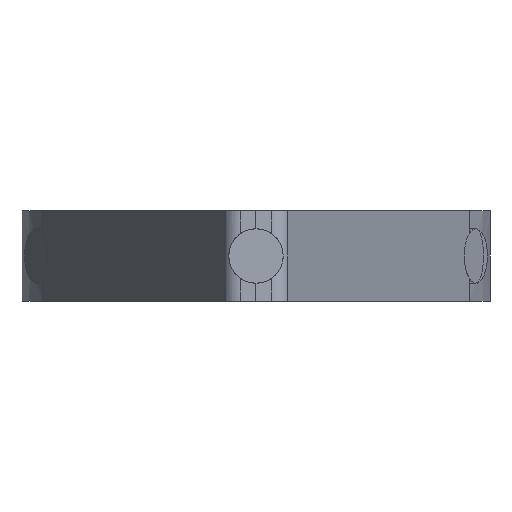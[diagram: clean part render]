
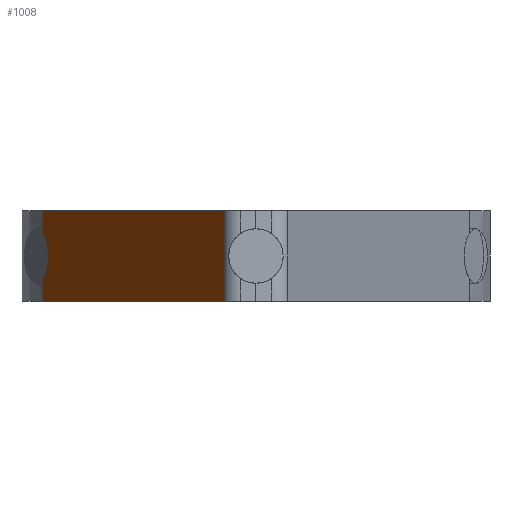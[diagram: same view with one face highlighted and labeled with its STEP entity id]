
A CAD part, left-side view. The second image highlights one B-rep face of the part: STEP entity #1008.
In plain terms, the highlighted planar face has unit normal (-0.391, 0.92, 0).
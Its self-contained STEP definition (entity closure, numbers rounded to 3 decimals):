
#46=ELLIPSE('',#1109,1.63,1.5);
#47=ELLIPSE('',#1110,1.63,1.5);
#62=PLANE('',#1114);
#95=FACE_OUTER_BOUND('',#149,.T.);
#149=EDGE_LOOP('',(#713,#714,#715,#716,#717,#718,#719));
#206=LINE('',#1581,#292);
#214=LINE('',#1666,#300);
#215=LINE('',#1667,#301);
#216=LINE('',#1669,#302);
#217=LINE('',#1670,#303);
#292=VECTOR('',#1233,10.);
#300=VECTOR('',#1263,10.);
#301=VECTOR('',#1264,10.);
#302=VECTOR('',#1265,10.);
#303=VECTOR('',#1266,10.);
#435=VERTEX_POINT('',#1578);
#436=VERTEX_POINT('',#1580);
#441=VERTEX_POINT('',#1596);
#442=VERTEX_POINT('',#1598);
#443=VERTEX_POINT('',#1600);
#448=VERTEX_POINT('',#1665);
#449=VERTEX_POINT('',#1668);
#537=EDGE_CURVE('',#435,#436,#206,.T.);
#546=EDGE_CURVE('',#442,#441,#46,.T.);
#548=EDGE_CURVE('',#441,#443,#47,.T.);
#554=EDGE_CURVE('',#448,#443,#214,.T.);
#555=EDGE_CURVE('',#436,#448,#215,.T.);
#556=EDGE_CURVE('',#449,#435,#216,.T.);
#557=EDGE_CURVE('',#442,#449,#217,.T.);
#713=ORIENTED_EDGE('',*,*,#546,.T.);
#714=ORIENTED_EDGE('',*,*,#548,.T.);
#715=ORIENTED_EDGE('',*,*,#554,.F.);
#716=ORIENTED_EDGE('',*,*,#555,.F.);
#717=ORIENTED_EDGE('',*,*,#537,.F.);
#718=ORIENTED_EDGE('',*,*,#556,.F.);
#719=ORIENTED_EDGE('',*,*,#557,.F.);
#1008=ADVANCED_FACE('',(#95),#62,.T.);
#1109=AXIS2_PLACEMENT_3D('',#1599,#1250,#1251);
#1110=AXIS2_PLACEMENT_3D('',#1627,#1252,#1253);
#1114=AXIS2_PLACEMENT_3D('',#1664,#1261,#1262);
#1233=DIRECTION('',(0.,0.,-1.));
#1250=DIRECTION('center_axis',(0.391,-0.92,0.));
#1251=DIRECTION('ref_axis',(0.92,0.391,0.));
#1252=DIRECTION('center_axis',(0.391,-0.92,0.));
#1253=DIRECTION('ref_axis',(0.92,0.391,0.));
#1261=DIRECTION('center_axis',(-0.391,0.92,0.));
#1262=DIRECTION('ref_axis',(-0.92,-0.391,0.));
#1263=DIRECTION('',(0.,0.,1.));
#1264=DIRECTION('',(0.92,0.391,0.));
#1265=DIRECTION('',(-0.92,-0.391,0.));
#1266=DIRECTION('',(0.,0.,1.));
#1578=CARTESIAN_POINT('',(3.609,1.759,5.));
#1580=CARTESIAN_POINT('',(3.609,1.759,0.));
#1581=CARTESIAN_POINT('',(3.609,1.759,0.));
#1596=CARTESIAN_POINT('',(26.5,11.488,2.5));
#1598=CARTESIAN_POINT('',(27.133,11.756,3.724));
#1599=CARTESIAN_POINT('Origin',(28.,12.125,2.5));
#1600=CARTESIAN_POINT('',(27.133,11.756,1.276));
#1627=CARTESIAN_POINT('Origin',(28.,12.125,2.5));
#1664=CARTESIAN_POINT('Origin',(33.,14.25,0.));
#1665=CARTESIAN_POINT('',(27.133,11.756,0.));
#1666=CARTESIAN_POINT('',(27.133,11.756,0.));
#1667=CARTESIAN_POINT('',(3.,1.5,0.));
#1668=CARTESIAN_POINT('',(27.133,11.756,5.));
#1669=CARTESIAN_POINT('',(3.,1.5,5.));
#1670=CARTESIAN_POINT('',(27.133,11.756,0.));
